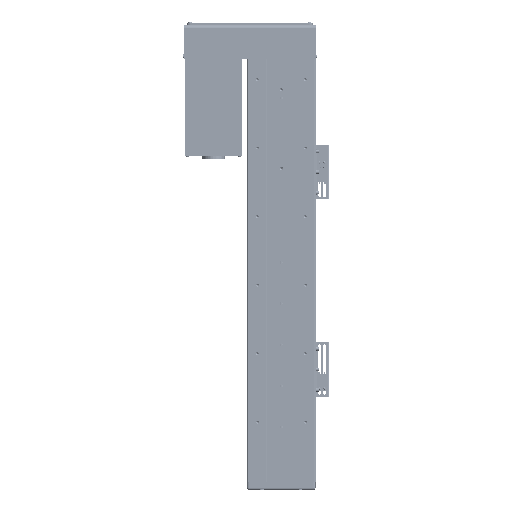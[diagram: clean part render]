
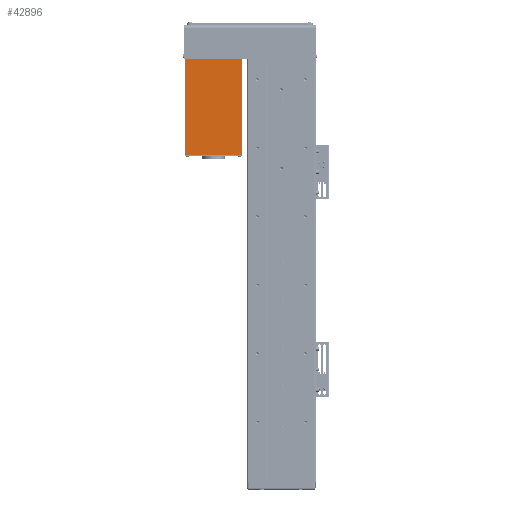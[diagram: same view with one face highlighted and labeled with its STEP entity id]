
A CAD part, front view. The second image highlights one B-rep face of the part: STEP entity #42896.
In plain terms, the highlighted face is planar.
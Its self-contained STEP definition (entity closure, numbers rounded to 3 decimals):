
#3606 = CARTESIAN_POINT ( 'NONE',  ( 42., 33.5, 140. ) ) ;
#6244 = CARTESIAN_POINT ( 'NONE',  ( 42., 33.5, 140. ) ) ;
#15387 = DIRECTION ( 'NONE',  ( 0., 0., -1. ) ) ;
#20376 = CARTESIAN_POINT ( 'NONE',  ( 42., 33.5, 140. ) ) ;
#20380 = VECTOR ( 'NONE', #85500, 1000. ) ;
#24145 = CARTESIAN_POINT ( 'NONE',  ( 42., 33.5, 0. ) ) ;
#24897 = LINE ( 'NONE', #104766, #67698 ) ;
#29138 = ORIENTED_EDGE ( 'NONE', *, *, #95416, .T. ) ;
#31431 = CARTESIAN_POINT ( 'NONE',  ( 42., 33.5, 140. ) ) ;
#37982 = VERTEX_POINT ( 'NONE', #81826 ) ;
#42031 = VECTOR ( 'NONE', #104147, 1000. ) ;
#42896 = ADVANCED_FACE ( 'NONE', ( #90458 ), #87729, .F. ) ;
#43589 = EDGE_CURVE ( 'NONE', #60531, #37982, #66313, .T. ) ;
#44610 = LINE ( 'NONE', #3606, #20380 ) ;
#45057 = VERTEX_POINT ( 'NONE', #56340 ) ;
#50446 = DIRECTION ( 'NONE',  ( 0., 0., -1. ) ) ;
#50593 = ORIENTED_EDGE ( 'NONE', *, *, #43589, .F. ) ;
#55718 = VERTEX_POINT ( 'NONE', #66294 ) ;
#56340 = CARTESIAN_POINT ( 'NONE',  ( -42., 33.5, 0. ) ) ;
#57126 = EDGE_LOOP ( 'NONE', ( #88790, #63366, #50593, #29138 ) ) ;
#57591 = EDGE_CURVE ( 'NONE', #55718, #45057, #77087, .T. ) ;
#60531 = VERTEX_POINT ( 'NONE', #20376 ) ;
#61497 = VECTOR ( 'NONE', #69921, 1000. ) ;
#63366 = ORIENTED_EDGE ( 'NONE', *, *, #93842, .F. ) ;
#66294 = CARTESIAN_POINT ( 'NONE',  ( 42., 33.5, 0. ) ) ;
#66313 = LINE ( 'NONE', #31431, #42031 ) ;
#67698 = VECTOR ( 'NONE', #50446, 1000. ) ;
#69915 = DIRECTION ( 'NONE',  ( 0., -1., 0. ) ) ;
#69921 = DIRECTION ( 'NONE',  ( -1., 0., 0. ) ) ;
#77087 = LINE ( 'NONE', #24145, #61497 ) ;
#81826 = CARTESIAN_POINT ( 'NONE',  ( -42., 33.5, 140. ) ) ;
#85500 = DIRECTION ( 'NONE',  ( 0., 0., -1. ) ) ;
#87729 = PLANE ( 'NONE',  #96734 ) ;
#88790 = ORIENTED_EDGE ( 'NONE', *, *, #57591, .T. ) ;
#90458 = FACE_OUTER_BOUND ( 'NONE', #57126, .T. ) ;
#93842 = EDGE_CURVE ( 'NONE', #37982, #45057, #24897, .T. ) ;
#95416 = EDGE_CURVE ( 'NONE', #60531, #55718, #44610, .T. ) ;
#96734 = AXIS2_PLACEMENT_3D ( 'NONE', #6244, #69915, #15387 ) ;
#104147 = DIRECTION ( 'NONE',  ( -1., 0., 0. ) ) ;
#104766 = CARTESIAN_POINT ( 'NONE',  ( -42., 33.5, 140. ) ) ;
